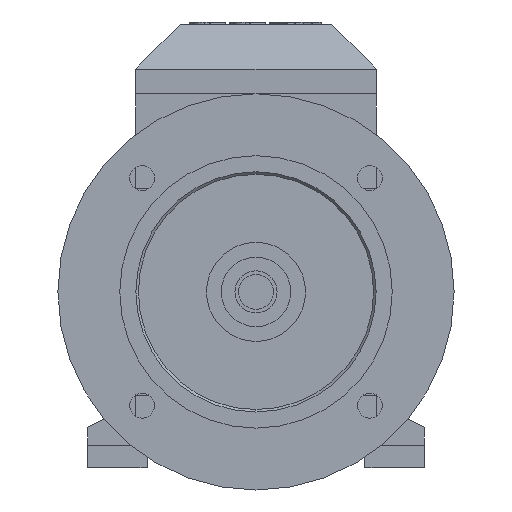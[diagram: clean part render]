
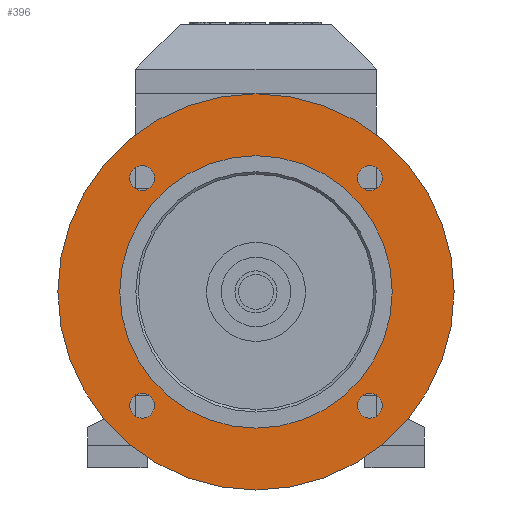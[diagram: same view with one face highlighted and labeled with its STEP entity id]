
A CAD part, front view. The second image highlights one B-rep face of the part: STEP entity #396.
In plain terms, the highlighted planar face has unit normal (0, -1, 0).
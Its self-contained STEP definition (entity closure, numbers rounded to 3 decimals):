
#88=FACE_BOUND('',#796,.T.);
#89=FACE_BOUND('',#797,.T.);
#90=FACE_BOUND('',#798,.T.);
#91=FACE_BOUND('',#799,.T.);
#92=FACE_BOUND('',#800,.T.);
#93=FACE_BOUND('',#801,.T.);
#169=PLANE('',#3863);
#396=ADVANCED_FACE('',(#88,#89,#90,#91,#92,#93),#169,.T.);
#796=EDGE_LOOP('',(#1465,#1466));
#797=EDGE_LOOP('',(#1467,#1468));
#798=EDGE_LOOP('',(#1469,#1470));
#799=EDGE_LOOP('',(#1471,#1472));
#800=EDGE_LOOP('',(#1473,#1474));
#801=EDGE_LOOP('',(#1475,#1476));
#959=CIRCLE('',#3725,80.);
#960=CIRCLE('',#3727,55.);
#969=CIRCLE('',#3741,5.);
#971=CIRCLE('',#3744,5.);
#973=CIRCLE('',#3747,5.);
#975=CIRCLE('',#3750,5.);
#1004=CIRCLE('',#3832,5.);
#1006=CIRCLE('',#3835,5.);
#1008=CIRCLE('',#3838,5.);
#1010=CIRCLE('',#3841,5.);
#1020=CIRCLE('',#3860,55.);
#1021=CIRCLE('',#3862,80.);
#1465=ORIENTED_EDGE('',*,*,#2657,.F.);
#1466=ORIENTED_EDGE('',*,*,#2429,.F.);
#1467=ORIENTED_EDGE('',*,*,#2462,.T.);
#1468=ORIENTED_EDGE('',*,*,#2640,.T.);
#1469=ORIENTED_EDGE('',*,*,#2458,.T.);
#1470=ORIENTED_EDGE('',*,*,#2642,.T.);
#1471=ORIENTED_EDGE('',*,*,#2454,.T.);
#1472=ORIENTED_EDGE('',*,*,#2644,.T.);
#1473=ORIENTED_EDGE('',*,*,#2450,.T.);
#1474=ORIENTED_EDGE('',*,*,#2646,.T.);
#1475=ORIENTED_EDGE('',*,*,#2656,.T.);
#1476=ORIENTED_EDGE('',*,*,#2431,.T.);
#2089=VERTEX_POINT('',#5016);
#2091=VERTEX_POINT('',#5020);
#2092=VERTEX_POINT('',#5024);
#2094=VERTEX_POINT('',#5027);
#2111=VERTEX_POINT('',#5067);
#2112=VERTEX_POINT('',#5069);
#2115=VERTEX_POINT('',#5076);
#2116=VERTEX_POINT('',#5078);
#2119=VERTEX_POINT('',#5085);
#2120=VERTEX_POINT('',#5087);
#2123=VERTEX_POINT('',#5094);
#2124=VERTEX_POINT('',#5096);
#2429=EDGE_CURVE('',#2091,#2089,#959,.T.);
#2431=EDGE_CURVE('',#2094,#2092,#960,.T.);
#2450=EDGE_CURVE('',#2112,#2111,#969,.T.);
#2454=EDGE_CURVE('',#2116,#2115,#971,.T.);
#2458=EDGE_CURVE('',#2120,#2119,#973,.T.);
#2462=EDGE_CURVE('',#2124,#2123,#975,.T.);
#2640=EDGE_CURVE('',#2123,#2124,#1004,.T.);
#2642=EDGE_CURVE('',#2119,#2120,#1006,.T.);
#2644=EDGE_CURVE('',#2115,#2116,#1008,.T.);
#2646=EDGE_CURVE('',#2111,#2112,#1010,.T.);
#2656=EDGE_CURVE('',#2092,#2094,#1020,.T.);
#2657=EDGE_CURVE('',#2089,#2091,#1021,.T.);
#3725=AXIS2_PLACEMENT_3D('',#5021,#4048,#4049);
#3727=AXIS2_PLACEMENT_3D('',#5026,#4053,#4054);
#3741=AXIS2_PLACEMENT_3D('',#5068,#4091,#4092);
#3744=AXIS2_PLACEMENT_3D('',#5077,#4099,#4100);
#3747=AXIS2_PLACEMENT_3D('',#5086,#4107,#4108);
#3750=AXIS2_PLACEMENT_3D('',#5095,#4115,#4116);
#3832=AXIS2_PLACEMENT_3D('',#5457,#4424,#4425);
#3835=AXIS2_PLACEMENT_3D('',#5460,#4430,#4431);
#3838=AXIS2_PLACEMENT_3D('',#5463,#4436,#4437);
#3841=AXIS2_PLACEMENT_3D('',#5466,#4442,#4443);
#3860=AXIS2_PLACEMENT_3D('',#5485,#4480,#4481);
#3862=AXIS2_PLACEMENT_3D('',#5487,#4484,#4485);
#3863=AXIS2_PLACEMENT_3D('',#5488,#4486,#4487);
#4048=DIRECTION('',(0.,1.,0.));
#4049=DIRECTION('',(0.,0.,1.));
#4053=DIRECTION('',(0.,1.,0.));
#4054=DIRECTION('',(0.,0.,1.));
#4091=DIRECTION('',(0.,1.,0.));
#4092=DIRECTION('',(-1.,0.,0.));
#4099=DIRECTION('',(0.,1.,0.));
#4100=DIRECTION('',(-1.,0.,0.));
#4107=DIRECTION('',(0.,1.,0.));
#4108=DIRECTION('',(-1.,0.,0.));
#4115=DIRECTION('',(0.,1.,0.));
#4116=DIRECTION('',(-1.,0.,0.));
#4424=DIRECTION('',(0.,1.,0.));
#4425=DIRECTION('',(-1.,0.,0.));
#4430=DIRECTION('',(0.,1.,0.));
#4431=DIRECTION('',(-1.,0.,0.));
#4436=DIRECTION('',(0.,1.,0.));
#4437=DIRECTION('',(-1.,0.,0.));
#4442=DIRECTION('',(0.,1.,0.));
#4443=DIRECTION('',(-1.,0.,0.));
#4480=DIRECTION('',(0.,1.,0.));
#4481=DIRECTION('',(0.,0.,1.));
#4484=DIRECTION('',(0.,1.,0.));
#4485=DIRECTION('',(0.,0.,1.));
#4486=DIRECTION('',(0.,-1.,0.));
#4487=DIRECTION('',(0.,0.,1.));
#5016=CARTESIAN_POINT('',(0.,-179.,80.));
#5020=CARTESIAN_POINT('',(0.,-179.,-80.));
#5021=CARTESIAN_POINT('',(0.,-179.,0.));
#5024=CARTESIAN_POINT('',(0.,-179.,55.));
#5026=CARTESIAN_POINT('',(0.,-179.,0.));
#5027=CARTESIAN_POINT('',(0.,-179.,-55.));
#5067=CARTESIAN_POINT('',(40.962,-179.,-45.962));
#5068=CARTESIAN_POINT('',(45.962,-179.,-45.962));
#5069=CARTESIAN_POINT('',(50.962,-179.,-45.962));
#5076=CARTESIAN_POINT('',(-50.962,-179.,45.962));
#5077=CARTESIAN_POINT('',(-45.962,-179.,45.962));
#5078=CARTESIAN_POINT('',(-40.962,-179.,45.962));
#5085=CARTESIAN_POINT('',(40.962,-179.,45.962));
#5086=CARTESIAN_POINT('',(45.962,-179.,45.962));
#5087=CARTESIAN_POINT('',(50.962,-179.,45.962));
#5094=CARTESIAN_POINT('',(-50.962,-179.,-45.962));
#5095=CARTESIAN_POINT('',(-45.962,-179.,-45.962));
#5096=CARTESIAN_POINT('',(-40.962,-179.,-45.962));
#5457=CARTESIAN_POINT('',(-45.962,-179.,-45.962));
#5460=CARTESIAN_POINT('',(45.962,-179.,45.962));
#5463=CARTESIAN_POINT('',(-45.962,-179.,45.962));
#5466=CARTESIAN_POINT('',(45.962,-179.,-45.962));
#5485=CARTESIAN_POINT('',(0.,-179.,0.));
#5487=CARTESIAN_POINT('',(0.,-179.,0.));
#5488=CARTESIAN_POINT('',(0.,-179.,67.5));
